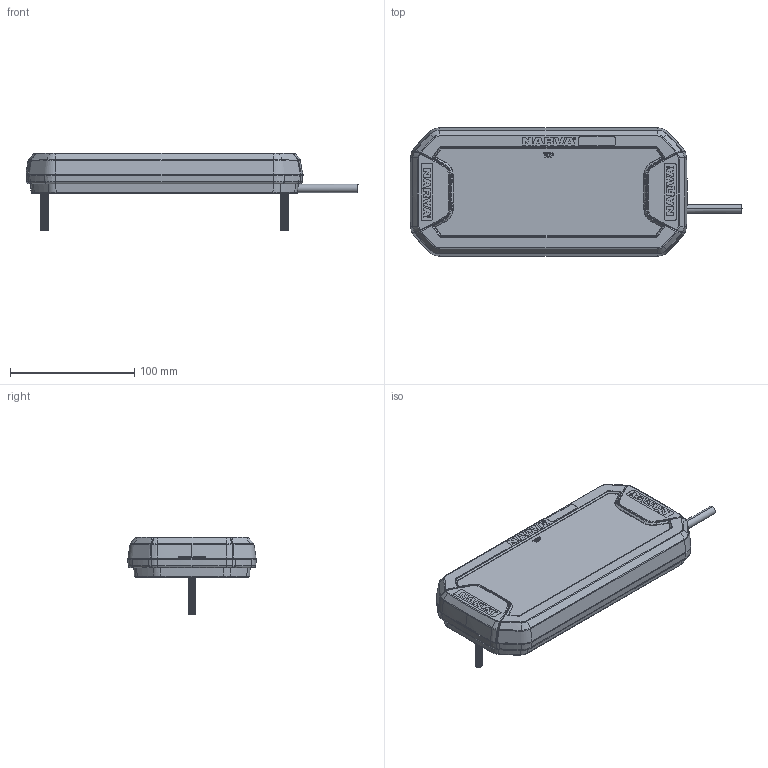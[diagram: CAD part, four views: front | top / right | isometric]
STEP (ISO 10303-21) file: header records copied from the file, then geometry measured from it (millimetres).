
FILE_DESCRIPTION (( 'STEP AP203' ), '1' );
FILE_NAME ('M70_Customer CAD.STEP', '2025-10-23T01:55:00', ( '' ), ( '' ), 'SwSTEP 2.0', 'SolidWorks 2022', '' );
FILE_SCHEMA (( 'CONFIG_CONTROL_DESIGN' ));
Products named in the file (1): M70_Customer CAD
Bounding box: 267.1 x 103.23 x 62.31 mm (x, y, z)
Volume: 533903.7 mm3; surface area: 154618.1 mm2
Topology: 9 solids, 9 shells, 3474 faces, 8964 edges, 5415 vertices
Faces by surface type: cylinder 944, torus 815, cone 732, plane 641, sphere 202, bspline 140
Entity records: 135421 total; most frequent: CARTESIAN_POINT 63130, ORIENTED_EDGE 17656, DIRECTION 11231, EDGE_CURVE 8828, B_SPLINE_CURVE_WITH_KNOTS 5477, VERTEX_POINT 5415, AXIS2_PLACEMENT_3D 4778, EDGE_LOOP 3563
